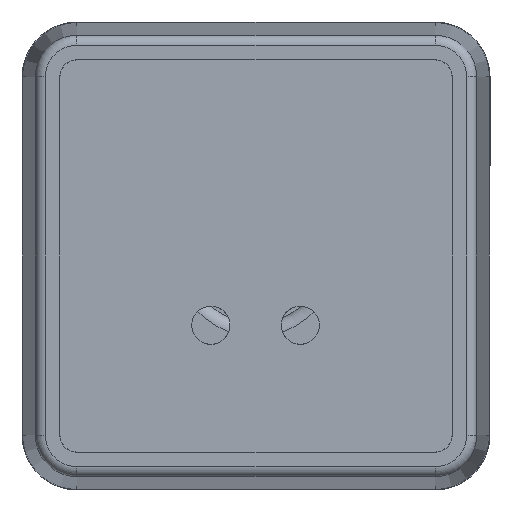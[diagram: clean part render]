
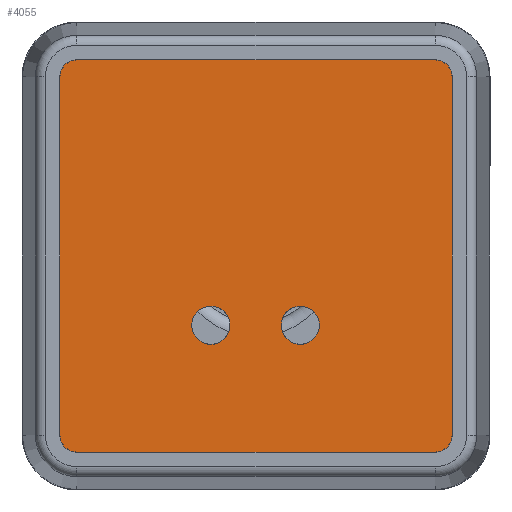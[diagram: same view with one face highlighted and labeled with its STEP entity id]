
A CAD part, front view. The second image highlights one B-rep face of the part: STEP entity #4055.
In plain terms, the highlighted planar face has unit normal (0, -1, 0).
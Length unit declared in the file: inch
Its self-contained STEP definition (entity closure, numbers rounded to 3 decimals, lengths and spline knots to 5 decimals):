
#51 = EDGE_CURVE ( 'NONE', #3672, #1650, #10718, .T. ) ;
#112 = CARTESIAN_POINT ( 'NONE',  ( 0.763, -0.018, 0.642 ) ) ;
#145 = AXIS2_PLACEMENT_3D ( 'NONE', #5759, #10860, #4079 ) ;
#233 = DIRECTION ( 'NONE',  ( 0., 0., 1. ) ) ;
#281 = DIRECTION ( 'NONE',  ( 0., 1., 0. ) ) ;
#389 = AXIS2_PLACEMENT_3D ( 'NONE', #908, #9523, #233 ) ;
#541 = CIRCLE ( 'NONE', #6765, 0.08588 ) ;
#601 = CARTESIAN_POINT ( 'NONE',  ( 1.97588, -0.018, 1.89 ) ) ;
#618 = CARTESIAN_POINT ( 'NONE',  ( 0.09, -0.018, 1.97588 ) ) ;
#628 = ORIENTED_EDGE ( 'NONE', *, *, #51, .F. ) ;
#650 = CARTESIAN_POINT ( 'NONE',  ( 1.89, -0.018, 1.89 ) ) ;
#702 = ORIENTED_EDGE ( 'NONE', *, *, #6370, .F. ) ;
#890 = CARTESIAN_POINT ( 'NONE',  ( 0.00412, -0.018, 0.09 ) ) ;
#908 = CARTESIAN_POINT ( 'NONE',  ( 0.09, -0.018, 1.89 ) ) ;
#935 = EDGE_CURVE ( 'NONE', #7863, #1897, #8643, .T. ) ;
#1079 = DIRECTION ( 'NONE',  ( 0., 1., 0. ) ) ;
#1198 = CARTESIAN_POINT ( 'NONE',  ( 1.97588, -0.018, 0.09 ) ) ;
#1523 = EDGE_CURVE ( 'NONE', #1722, #8420, #8566, .T. ) ;
#1590 = DIRECTION ( 'NONE',  ( 0., 1., 0. ) ) ;
#1595 = PLANE ( 'NONE',  #3943 ) ;
#1597 = CARTESIAN_POINT ( 'NONE',  ( 1.213, -0.018, 0.73788 ) ) ;
#1650 = VERTEX_POINT ( 'NONE', #1198 ) ;
#1722 = VERTEX_POINT ( 'NONE', #2980 ) ;
#1725 = ORIENTED_EDGE ( 'NONE', *, *, #8203, .F. ) ;
#1756 = CARTESIAN_POINT ( 'NONE',  ( 0.00412, -0.018, 1.89 ) ) ;
#1768 = CARTESIAN_POINT ( 'NONE',  ( 0.09, -0.018, 0.00412 ) ) ;
#1853 = ORIENTED_EDGE ( 'NONE', *, *, #935, .F. ) ;
#1897 = VERTEX_POINT ( 'NONE', #1756 ) ;
#1920 = CARTESIAN_POINT ( 'NONE',  ( 1.97588, -0.018, 1.89 ) ) ;
#2019 = DIRECTION ( 'NONE',  ( 0., 0., 1. ) ) ;
#2086 = EDGE_CURVE ( 'NONE', #8420, #1722, #2184, .T. ) ;
#2103 = DIRECTION ( 'NONE',  ( 1., 0., 0. ) ) ;
#2184 = CIRCLE ( 'NONE', #2722, 0.09588 ) ;
#2369 = DIRECTION ( 'NONE',  ( 0., 0., 1. ) ) ;
#2534 = VECTOR ( 'NONE', #9053, 39.37008 ) ;
#2604 = CARTESIAN_POINT ( 'NONE',  ( 1.89, -0.018, 0.00412 ) ) ;
#2705 = CIRCLE ( 'NONE', #389, 0.08588 ) ;
#2722 = AXIS2_PLACEMENT_3D ( 'NONE', #112, #7688, #6601 ) ;
#2788 = CIRCLE ( 'NONE', #9187, 0.09588 ) ;
#2794 = ORIENTED_EDGE ( 'NONE', *, *, #7625, .T. ) ;
#2980 = CARTESIAN_POINT ( 'NONE',  ( 0.763, -0.018, 0.54612 ) ) ;
#3022 = EDGE_LOOP ( 'NONE', ( #8686, #628, #8130, #1725, #702, #1853, #10511, #3483 ) ) ;
#3277 = CARTESIAN_POINT ( 'NONE',  ( 0.763, -0.018, 0.73788 ) ) ;
#3415 = FACE_BOUND ( 'NONE', #3695, .T. ) ;
#3421 = CARTESIAN_POINT ( 'NONE',  ( 0.09, -0.018, 0.00412 ) ) ;
#3483 = ORIENTED_EDGE ( 'NONE', *, *, #8760, .F. ) ;
#3672 = VERTEX_POINT ( 'NONE', #1920 ) ;
#3695 = EDGE_LOOP ( 'NONE', ( #4778, #3879 ) ) ;
#3879 = ORIENTED_EDGE ( 'NONE', *, *, #1523, .T. ) ;
#3943 = AXIS2_PLACEMENT_3D ( 'NONE', #6663, #5036, #6041 ) ;
#4039 = LINE ( 'NONE', #3421, #10822 ) ;
#4055 = ADVANCED_FACE ( 'NONE', ( #10872, #3415, #4244 ), #1595, .F. ) ;
#4079 = DIRECTION ( 'NONE',  ( 0., 0., 1. ) ) ;
#4244 = FACE_OUTER_BOUND ( 'NONE', #3022, .T. ) ;
#4258 = EDGE_CURVE ( 'NONE', #1650, #5078, #9272, .T. ) ;
#4295 = EDGE_CURVE ( 'NONE', #9521, #7863, #5004, .T. ) ;
#4499 = CARTESIAN_POINT ( 'NONE',  ( 1.213, -0.018, 0.642 ) ) ;
#4565 = CARTESIAN_POINT ( 'NONE',  ( 0.00412, -0.018, 1.89 ) ) ;
#4709 = CARTESIAN_POINT ( 'NONE',  ( 1.213, -0.018, 0.642 ) ) ;
#4766 = DIRECTION ( 'NONE',  ( 0., 1., 0. ) ) ;
#4778 = ORIENTED_EDGE ( 'NONE', *, *, #2086, .T. ) ;
#4906 = AXIS2_PLACEMENT_3D ( 'NONE', #4709, #4766, #10774 ) ;
#5004 = CIRCLE ( 'NONE', #6427, 0.08588 ) ;
#5036 = DIRECTION ( 'NONE',  ( 0., 1., 0. ) ) ;
#5078 = VERTEX_POINT ( 'NONE', #2604 ) ;
#5470 = CARTESIAN_POINT ( 'NONE',  ( 0.09, -0.018, 0.09 ) ) ;
#5605 = VERTEX_POINT ( 'NONE', #1597 ) ;
#5759 = CARTESIAN_POINT ( 'NONE',  ( 0.763, -0.018, 0.642 ) ) ;
#6041 = DIRECTION ( 'NONE',  ( 0., 0., 1. ) ) ;
#6140 = DIRECTION ( 'NONE',  ( 0., 1., 0. ) ) ;
#6247 = CARTESIAN_POINT ( 'NONE',  ( 1.89, -0.018, 0.09 ) ) ;
#6370 = EDGE_CURVE ( 'NONE', #1897, #9153, #2705, .T. ) ;
#6427 = AXIS2_PLACEMENT_3D ( 'NONE', #5470, #1079, #2019 ) ;
#6455 = LINE ( 'NONE', #618, #7057 ) ;
#6467 = EDGE_LOOP ( 'NONE', ( #9140, #2794 ) ) ;
#6601 = DIRECTION ( 'NONE',  ( 0., 0., 1. ) ) ;
#6663 = CARTESIAN_POINT ( 'NONE',  ( 0.09, -0.018, 1.89 ) ) ;
#6765 = AXIS2_PLACEMENT_3D ( 'NONE', #650, #1590, #2369 ) ;
#6776 = DIRECTION ( 'NONE',  ( -1., 0., 0. ) ) ;
#6943 = EDGE_CURVE ( 'NONE', #5605, #8026, #7945, .T. ) ;
#7057 = VECTOR ( 'NONE', #2103, 39.37008 ) ;
#7318 = AXIS2_PLACEMENT_3D ( 'NONE', #6247, #6140, #8702 ) ;
#7625 = EDGE_CURVE ( 'NONE', #8026, #5605, #2788, .T. ) ;
#7688 = DIRECTION ( 'NONE',  ( 0., 1., 0. ) ) ;
#7814 = DIRECTION ( 'NONE',  ( 0., 0., 1. ) ) ;
#7863 = VERTEX_POINT ( 'NONE', #890 ) ;
#7945 = CIRCLE ( 'NONE', #4906, 0.09588 ) ;
#8026 = VERTEX_POINT ( 'NONE', #10444 ) ;
#8130 = ORIENTED_EDGE ( 'NONE', *, *, #10044, .F. ) ;
#8203 = EDGE_CURVE ( 'NONE', #9153, #8434, #6455, .T. ) ;
#8420 = VERTEX_POINT ( 'NONE', #3277 ) ;
#8434 = VERTEX_POINT ( 'NONE', #10103 ) ;
#8566 = CIRCLE ( 'NONE', #145, 0.09588 ) ;
#8643 = LINE ( 'NONE', #4565, #8713 ) ;
#8686 = ORIENTED_EDGE ( 'NONE', *, *, #4258, .F. ) ;
#8702 = DIRECTION ( 'NONE',  ( 0., 0., 1. ) ) ;
#8713 = VECTOR ( 'NONE', #7814, 39.37008 ) ;
#8760 = EDGE_CURVE ( 'NONE', #5078, #9521, #4039, .T. ) ;
#8857 = DIRECTION ( 'NONE',  ( 0., 0., 1. ) ) ;
#9053 = DIRECTION ( 'NONE',  ( 0., 0., -1. ) ) ;
#9140 = ORIENTED_EDGE ( 'NONE', *, *, #6943, .T. ) ;
#9153 = VERTEX_POINT ( 'NONE', #9965 ) ;
#9187 = AXIS2_PLACEMENT_3D ( 'NONE', #4499, #281, #8857 ) ;
#9272 = CIRCLE ( 'NONE', #7318, 0.08588 ) ;
#9521 = VERTEX_POINT ( 'NONE', #1768 ) ;
#9523 = DIRECTION ( 'NONE',  ( 0., 1., 0. ) ) ;
#9965 = CARTESIAN_POINT ( 'NONE',  ( 0.09, -0.018, 1.97588 ) ) ;
#10044 = EDGE_CURVE ( 'NONE', #8434, #3672, #541, .T. ) ;
#10103 = CARTESIAN_POINT ( 'NONE',  ( 1.89, -0.018, 1.97588 ) ) ;
#10444 = CARTESIAN_POINT ( 'NONE',  ( 1.213, -0.018, 0.54612 ) ) ;
#10511 = ORIENTED_EDGE ( 'NONE', *, *, #4295, .F. ) ;
#10718 = LINE ( 'NONE', #601, #2534 ) ;
#10774 = DIRECTION ( 'NONE',  ( 0., 0., 1. ) ) ;
#10822 = VECTOR ( 'NONE', #6776, 39.37008 ) ;
#10860 = DIRECTION ( 'NONE',  ( 0., 1., 0. ) ) ;
#10872 = FACE_BOUND ( 'NONE', #6467, .T. ) ;
